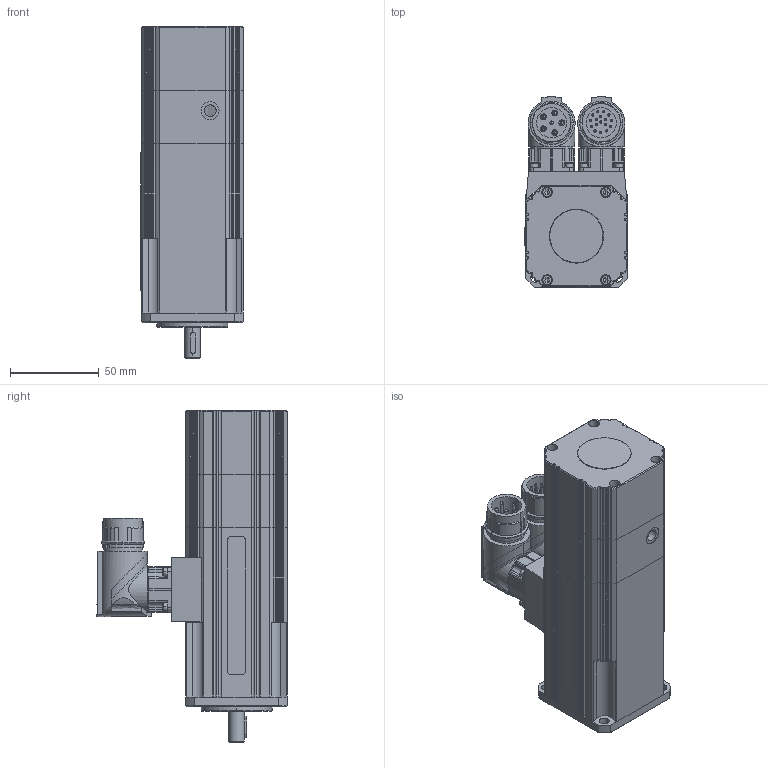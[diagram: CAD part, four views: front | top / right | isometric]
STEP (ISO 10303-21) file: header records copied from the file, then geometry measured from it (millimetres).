
FILE_DESCRIPTION((''),'2;1');
FILE_NAME('FP-55 + Encoder Heidenhain ECN-EQN 1100 + Fre 02-1.stp','2013-04-15T09:18:37',('arodrigo'),(''),'Autodesk Inventor 9','Autodesk Inventor 9','');
FILE_SCHEMA(('AUTOMOTIVE_DESIGN { 1 0 10303 214 1 1 1 1 }'));
Length unit declared in the file: millimetre
Products named in the file (1): Pieza1
Bounding box: 57.5 x 107.15 x 187.05 mm (x, y, z)
Volume: 550067 mm3; surface area: 82266.4 mm2
Topology: 1 solids, 24 shells, 1614 faces, 4101 edges, 2508 vertices
Faces by surface type: cylinder 746, plane 543, cone 116, bspline 111, torus 52, sphere 46
Entity records: 49612 total; most frequent: CARTESIAN_POINT 11196, DIRECTION 8321, ORIENTED_EDGE 7938, EDGE_CURVE 3969, AXIS2_PLACEMENT_3D 3215, VERTEX_POINT 2508, VECTOR 1891, LINE 1891
